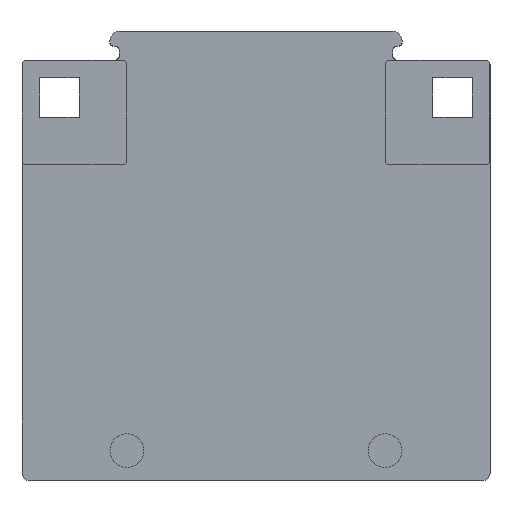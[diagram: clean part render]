
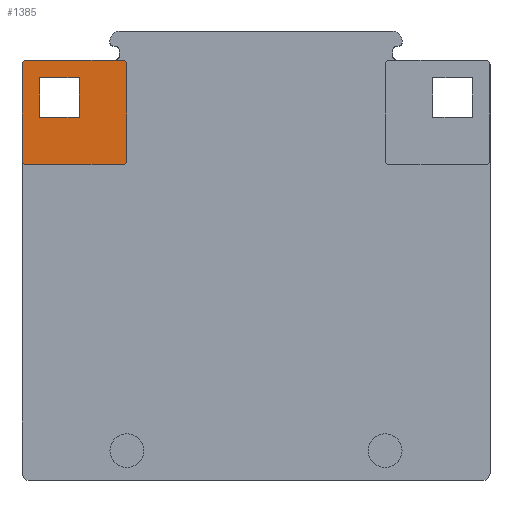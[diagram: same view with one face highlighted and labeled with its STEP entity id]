
A CAD part, left-side view. The second image highlights one B-rep face of the part: STEP entity #1385.
In plain terms, the highlighted planar face has unit normal (-1, 0, 0).
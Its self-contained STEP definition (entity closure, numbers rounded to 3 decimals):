
#970=AXIS2_PLACEMENT_3D('Circle Axis2P3D',#968,#969,$) ;
#1328=AXIS2_PLACEMENT_3D('Circle Axis2P3D',#1326,#1327,$) ;
#1341=AXIS2_PLACEMENT_3D('Plane Axis2P3D',#1338,#1339,#1340) ;
#1345=AXIS2_PLACEMENT_3D('Circle Axis2P3D',#1343,#1344,$) ;
#1359=AXIS2_PLACEMENT_3D('Circle Axis2P3D',#1357,#1358,$) ;
#349=CARTESIAN_POINT('Vertex',(3.5,49.5,44.931)) ;
#352=CARTESIAN_POINT('Line Origine',(3.5,44.4,44.931)) ;
#356=CARTESIAN_POINT('Vertex',(3.5,39.3,44.931)) ;
#939=CARTESIAN_POINT('Vertex',(3.5,50.,34.231)) ;
#942=CARTESIAN_POINT('Line Origine',(3.5,50.,39.331)) ;
#946=CARTESIAN_POINT('Vertex',(3.5,50.,44.431)) ;
#968=CARTESIAN_POINT('Axis2P3D Location',(3.5,49.5,44.431)) ;
#989=CARTESIAN_POINT('Vertex',(3.5,43.9,43.031)) ;
#992=CARTESIAN_POINT('Line Origine',(3.5,46.,43.031)) ;
#996=CARTESIAN_POINT('Vertex',(3.5,48.1,43.031)) ;
#1016=CARTESIAN_POINT('Line Origine',(3.5,48.1,40.931)) ;
#1020=CARTESIAN_POINT('Vertex',(3.5,48.1,38.831)) ;
#1040=CARTESIAN_POINT('Line Origine',(3.5,46.,38.831)) ;
#1044=CARTESIAN_POINT('Vertex',(3.5,43.9,38.831)) ;
#1064=CARTESIAN_POINT('Line Origine',(3.5,43.9,40.931)) ;
#1323=CARTESIAN_POINT('Vertex',(3.5,38.8,44.431)) ;
#1326=CARTESIAN_POINT('Axis2P3D Location',(3.5,39.3,44.431)) ;
#1338=CARTESIAN_POINT('Axis2P3D Location',(3.5,39.3,44.431)) ;
#1343=CARTESIAN_POINT('Axis2P3D Location',(3.5,49.5,34.231)) ;
#1347=CARTESIAN_POINT('Vertex',(3.5,49.5,33.731)) ;
#1350=CARTESIAN_POINT('Line Origine',(3.5,44.4,33.731)) ;
#1354=CARTESIAN_POINT('Vertex',(3.5,39.3,33.731)) ;
#1357=CARTESIAN_POINT('Axis2P3D Location',(3.5,39.3,34.231)) ;
#1361=CARTESIAN_POINT('Vertex',(3.5,38.8,34.231)) ;
#1364=CARTESIAN_POINT('Line Origine',(3.5,38.8,39.331)) ;
#353=DIRECTION('Vector Direction',(0.,-1.,0.)) ;
#943=DIRECTION('Vector Direction',(0.,0.,1.)) ;
#969=DIRECTION('Axis2P3D Direction',(1.,0.,-0.)) ;
#993=DIRECTION('Vector Direction',(0.,1.,0.)) ;
#1017=DIRECTION('Vector Direction',(0.,0.,-1.)) ;
#1041=DIRECTION('Vector Direction',(0.,-1.,0.)) ;
#1065=DIRECTION('Vector Direction',(0.,0.,1.)) ;
#1327=DIRECTION('Axis2P3D Direction',(1.,0.,-0.)) ;
#1339=DIRECTION('Axis2P3D Direction',(1.,-0.,0.)) ;
#1340=DIRECTION('Axis2P3D XDirection',(0.,0.,-1.)) ;
#1344=DIRECTION('Axis2P3D Direction',(1.,-0.,0.)) ;
#1351=DIRECTION('Vector Direction',(0.,1.,0.)) ;
#1358=DIRECTION('Axis2P3D Direction',(1.,-0.,0.)) ;
#1365=DIRECTION('Vector Direction',(0.,0.,-1.)) ;
#354=VECTOR('Line Direction',#353,1.) ;
#944=VECTOR('Line Direction',#943,1.) ;
#994=VECTOR('Line Direction',#993,1.) ;
#1018=VECTOR('Line Direction',#1017,1.) ;
#1042=VECTOR('Line Direction',#1041,1.) ;
#1066=VECTOR('Line Direction',#1065,1.) ;
#1352=VECTOR('Line Direction',#1351,1.) ;
#1366=VECTOR('Line Direction',#1365,1.) ;
#1370=ORIENTED_EDGE('',*,*,#358,.F.) ;
#1371=ORIENTED_EDGE('',*,*,#972,.F.) ;
#1372=ORIENTED_EDGE('',*,*,#948,.F.) ;
#1373=ORIENTED_EDGE('',*,*,#1349,.F.) ;
#1374=ORIENTED_EDGE('',*,*,#1356,.F.) ;
#1375=ORIENTED_EDGE('',*,*,#1363,.F.) ;
#1376=ORIENTED_EDGE('',*,*,#1368,.F.) ;
#1377=ORIENTED_EDGE('',*,*,#1330,.F.) ;
#1380=ORIENTED_EDGE('',*,*,#1022,.F.) ;
#1381=ORIENTED_EDGE('',*,*,#998,.F.) ;
#1382=ORIENTED_EDGE('',*,*,#1068,.F.) ;
#1383=ORIENTED_EDGE('',*,*,#1046,.F.) ;
#1384=FACE_BOUND('',#1379,.T.) ;
#1385=ADVANCED_FACE('V1',(#1378,#1384),#1342,.F.) ;
#971=CIRCLE('generated circle',#970,0.5) ;
#1329=CIRCLE('generated circle',#1328,0.5) ;
#1346=CIRCLE('generated circle',#1345,0.5) ;
#1360=CIRCLE('generated circle',#1359,0.5) ;
#358=EDGE_CURVE('',#350,#357,#355,.T.) ;
#948=EDGE_CURVE('',#940,#947,#945,.T.) ;
#972=EDGE_CURVE('',#947,#350,#971,.T.) ;
#998=EDGE_CURVE('',#990,#997,#995,.T.) ;
#1022=EDGE_CURVE('',#997,#1021,#1019,.T.) ;
#1046=EDGE_CURVE('',#1021,#1045,#1043,.T.) ;
#1068=EDGE_CURVE('',#1045,#990,#1067,.T.) ;
#1330=EDGE_CURVE('',#357,#1324,#1329,.T.) ;
#1349=EDGE_CURVE('',#1348,#940,#1346,.T.) ;
#1356=EDGE_CURVE('',#1355,#1348,#1353,.T.) ;
#1363=EDGE_CURVE('',#1362,#1355,#1360,.T.) ;
#1368=EDGE_CURVE('',#1324,#1362,#1367,.T.) ;
#1369=EDGE_LOOP('',(#1370,#1371,#1372,#1373,#1374,#1375,#1376,#1377)) ;
#1379=EDGE_LOOP('',(#1380,#1381,#1382,#1383)) ;
#1378=FACE_OUTER_BOUND('',#1369,.T.) ;
#355=LINE('Line',#352,#354) ;
#945=LINE('Line',#942,#944) ;
#995=LINE('Line',#992,#994) ;
#1019=LINE('Line',#1016,#1018) ;
#1043=LINE('Line',#1040,#1042) ;
#1067=LINE('Line',#1064,#1066) ;
#1353=LINE('Line',#1350,#1352) ;
#1367=LINE('Line',#1364,#1366) ;
#1342=PLANE('',#1341) ;
#350=VERTEX_POINT('',#349) ;
#357=VERTEX_POINT('',#356) ;
#940=VERTEX_POINT('',#939) ;
#947=VERTEX_POINT('',#946) ;
#990=VERTEX_POINT('',#989) ;
#997=VERTEX_POINT('',#996) ;
#1021=VERTEX_POINT('',#1020) ;
#1045=VERTEX_POINT('',#1044) ;
#1324=VERTEX_POINT('',#1323) ;
#1348=VERTEX_POINT('',#1347) ;
#1355=VERTEX_POINT('',#1354) ;
#1362=VERTEX_POINT('',#1361) ;
